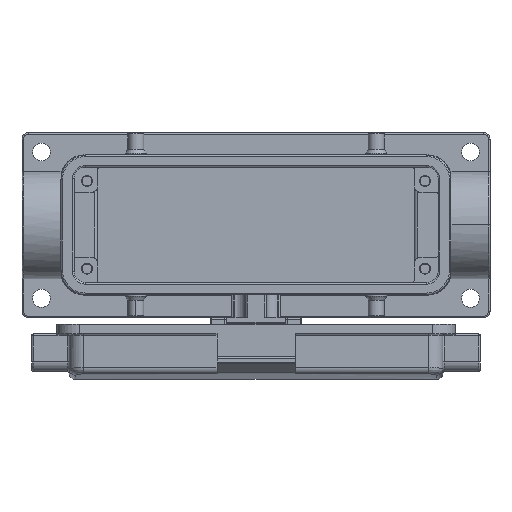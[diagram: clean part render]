
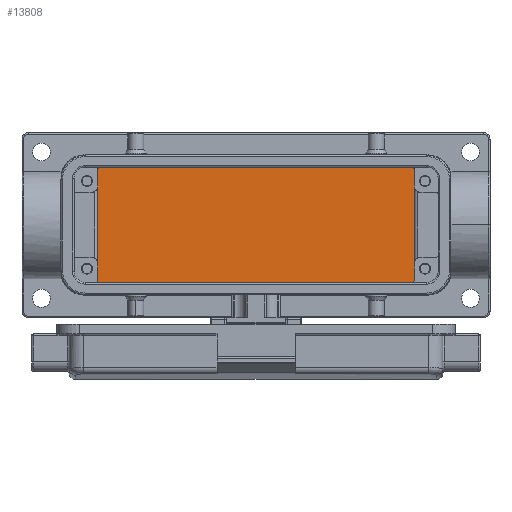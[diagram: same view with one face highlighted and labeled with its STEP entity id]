
A CAD part, top view. The second image highlights one B-rep face of the part: STEP entity #13808.
In plain terms, the highlighted planar face has unit normal (0, 0, 1).
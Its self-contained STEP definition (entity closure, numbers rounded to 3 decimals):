
#83 = ORIENTED_EDGE ( 'NONE', *, *, #8912, .T. ) ;
#554 = ORIENTED_EDGE ( 'NONE', *, *, #11050, .F. ) ;
#994 = CARTESIAN_POINT ( 'NONE',  ( 43.66, 21.615, 119. ) ) ;
#1079 = LINE ( 'NONE', #994, #2647 ) ;
#1105 = CARTESIAN_POINT ( 'NONE',  ( -52.84, 20.615, 119. ) ) ;
#2647 = VECTOR ( 'NONE', #10087, 1000. ) ;
#2672 = CARTESIAN_POINT ( 'NONE',  ( -53.84, 21.615, 119. ) ) ;
#2761 = EDGE_CURVE ( 'NONE', #5506, #13632, #11702, .T. ) ;
#3384 = DIRECTION ( 'NONE',  ( 1., 0., 0. ) ) ;
#3972 = ORIENTED_EDGE ( 'NONE', *, *, #15325, .F. ) ;
#4016 = DIRECTION ( 'NONE',  ( 0., -1., 0. ) ) ;
#4146 = CARTESIAN_POINT ( 'NONE',  ( -5.09, -13.885, 119. ) ) ;
#4376 = VECTOR ( 'NONE', #16061, 1000. ) ;
#4398 = CIRCLE ( 'NONE', #12941, 1. ) ;
#4631 = CARTESIAN_POINT ( 'NONE',  ( 42.66, -12.885, 119. ) ) ;
#4847 = ORIENTED_EDGE ( 'NONE', *, *, #9213, .T. ) ;
#4921 = CARTESIAN_POINT ( 'NONE',  ( -53.84, -13.885, 119. ) ) ;
#5246 = PLANE ( 'NONE',  #15330 ) ;
#5400 = VERTEX_POINT ( 'NONE', #10627 ) ;
#5502 = VECTOR ( 'NONE', #15594, 1000. ) ;
#5506 = VERTEX_POINT ( 'NONE', #8038 ) ;
#5577 = ORIENTED_EDGE ( 'NONE', *, *, #7973, .T. ) ;
#5844 = CIRCLE ( 'NONE', #10118, 1. ) ;
#5884 = EDGE_CURVE ( 'NONE', #9030, #11662, #14018, .T. ) ;
#5978 = DIRECTION ( 'NONE',  ( 0., 0., 1. ) ) ;
#6581 = CARTESIAN_POINT ( 'NONE',  ( 42.66, -13.885, 119. ) ) ;
#6636 = EDGE_LOOP ( 'NONE', ( #3972, #8576, #83, #4847, #554, #5577, #16352 ) ) ;
#6818 = AXIS2_PLACEMENT_3D ( 'NONE', #4631, #5978, #3384 ) ;
#7026 = LINE ( 'NONE', #10958, #4376 ) ;
#7330 = LINE ( 'NONE', #4146, #5502 ) ;
#7973 = EDGE_CURVE ( 'NONE', #9300, #5506, #4398, .T. ) ;
#8011 = CARTESIAN_POINT ( 'NONE',  ( -5.09, 3.865, 119. ) ) ;
#8038 = CARTESIAN_POINT ( 'NONE',  ( -53.84, 20.615, 119. ) ) ;
#8481 = DIRECTION ( 'NONE',  ( 1., 0., 0. ) ) ;
#8576 = ORIENTED_EDGE ( 'NONE', *, *, #5884, .T. ) ;
#8793 = DIRECTION ( 'NONE',  ( 0., 0., 1. ) ) ;
#8912 = EDGE_CURVE ( 'NONE', #11662, #5400, #1079, .T. ) ;
#9030 = VERTEX_POINT ( 'NONE', #6581 ) ;
#9213 = EDGE_CURVE ( 'NONE', #5400, #9579, #5844, .T. ) ;
#9300 = VERTEX_POINT ( 'NONE', #16013 ) ;
#9403 = DIRECTION ( 'NONE',  ( 0., 0., 1. ) ) ;
#9579 = VERTEX_POINT ( 'NONE', #15754 ) ;
#10087 = DIRECTION ( 'NONE',  ( 0., 1., 0. ) ) ;
#10118 = AXIS2_PLACEMENT_3D ( 'NONE', #14742, #9403, #8481 ) ;
#10348 = DIRECTION ( 'NONE',  ( 1., 0., 0. ) ) ;
#10627 = CARTESIAN_POINT ( 'NONE',  ( 43.66, 20.615, 119. ) ) ;
#10958 = CARTESIAN_POINT ( 'NONE',  ( -5.09, 21.615, 119. ) ) ;
#11050 = EDGE_CURVE ( 'NONE', #9300, #9579, #7026, .T. ) ;
#11662 = VERTEX_POINT ( 'NONE', #14867 ) ;
#11702 = LINE ( 'NONE', #2672, #12913 ) ;
#12913 = VECTOR ( 'NONE', #4016, 1000. ) ;
#12941 = AXIS2_PLACEMENT_3D ( 'NONE', #1105, #8793, #16485 ) ;
#13030 = FACE_OUTER_BOUND ( 'NONE', #6636, .T. ) ;
#13632 = VERTEX_POINT ( 'NONE', #4921 ) ;
#13808 = ADVANCED_FACE ( 'NONE', ( #13030 ), #5246, .T. ) ;
#14018 = CIRCLE ( 'NONE', #6818, 1. ) ;
#14358 = DIRECTION ( 'NONE',  ( 0., 0., 1. ) ) ;
#14742 = CARTESIAN_POINT ( 'NONE',  ( 42.66, 20.615, 119. ) ) ;
#14867 = CARTESIAN_POINT ( 'NONE',  ( 43.66, -12.885, 119. ) ) ;
#15325 = EDGE_CURVE ( 'NONE', #9030, #13632, #7330, .T. ) ;
#15330 = AXIS2_PLACEMENT_3D ( 'NONE', #8011, #14358, #10348 ) ;
#15594 = DIRECTION ( 'NONE',  ( -1., 0., 0. ) ) ;
#15754 = CARTESIAN_POINT ( 'NONE',  ( 42.66, 21.615, 119. ) ) ;
#16013 = CARTESIAN_POINT ( 'NONE',  ( -52.84, 21.615, 119. ) ) ;
#16061 = DIRECTION ( 'NONE',  ( 1., 0., 0. ) ) ;
#16352 = ORIENTED_EDGE ( 'NONE', *, *, #2761, .T. ) ;
#16485 = DIRECTION ( 'NONE',  ( 1., 0., 0. ) ) ;
